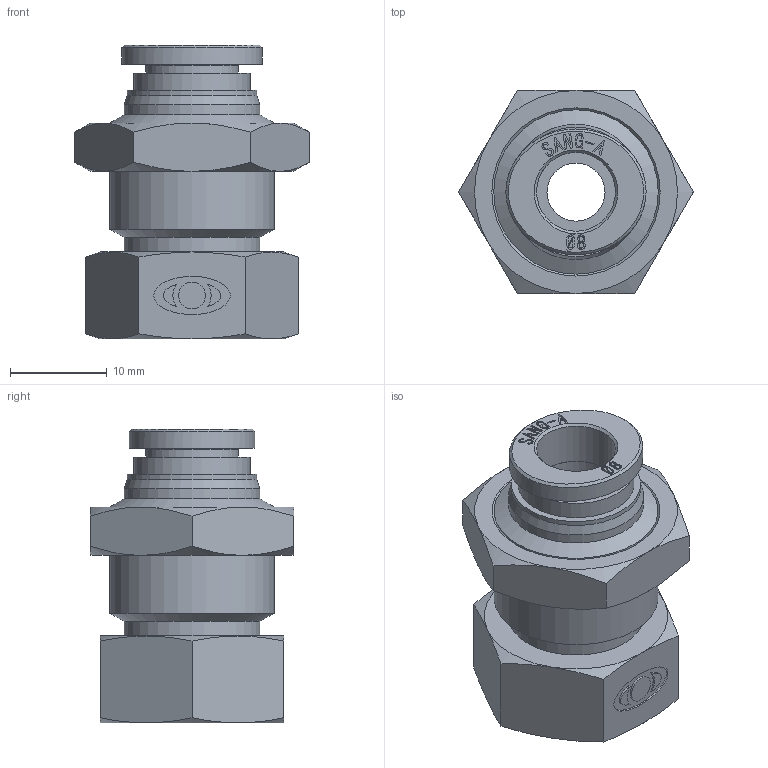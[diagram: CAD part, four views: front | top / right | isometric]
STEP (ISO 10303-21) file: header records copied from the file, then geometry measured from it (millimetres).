
FILE_DESCRIPTION((''),'2;1');
FILE_NAME('F-PMF 0801.stp','2021-02-24T18:23:31',('Administrator'),(''),'Autodesk Inventor 2013','Autodesk Inventor 2013','');
FILE_SCHEMA(('CONFIG_CONTROL_DESIGN'));
Length unit declared in the file: millimetre
Products named in the file (4): F-PMF 0801; F-SLEEVE 08(SUS); F-PMF BODY 0801; NUT 08(SUS)
Assembly tree (3 placements, depth 2):
  F-PMF 0801
    F-SLEEVE 08(SUS)
    F-PMF BODY 0801
    NUT 08(SUS)
Bounding box: 24.25 x 21 x 30.4 mm (x, y, z)
Volume: 6089.3 mm3; surface area: 4169.7 mm2
Topology: 3 solids, 3 shells, 314 faces, 801 edges, 523 vertices
Faces by surface type: plane 137, bspline 131, cone 33, cylinder 13
Full cylindrical faces by diameter (mm): 2.768 x1, 6 x1, 8.15 x1, 8.2 x1, 9.6 x1, 12 x1, 13.4 x1, 14 x2, 16.2 x1, 17 x1
Entity records: 9671 total; most frequent: CARTESIAN_POINT 3005, ORIENTED_EDGE 1556, DIRECTION 922, EDGE_CURVE 778, VERTEX_POINT 520, VECTOR 412, LINE 412, EDGE_LOOP 370
